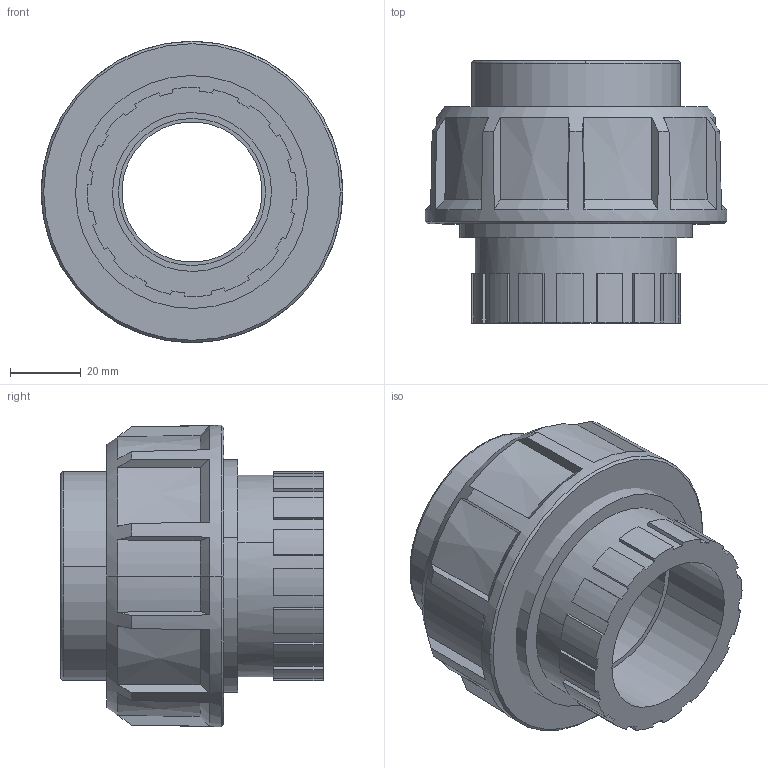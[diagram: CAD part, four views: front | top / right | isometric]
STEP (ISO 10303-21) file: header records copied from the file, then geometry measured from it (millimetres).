
FILE_DESCRIPTION(('STEP AP214'),'1');
FILE_NAME('bifgm050112e.stp','2018-02-12T14:19:35',('TraceParts'),('TraceParts S.A.'),'Spatial InterOp 3D',' ',' ');
FILE_SCHEMA(('automotive_design'));
Length unit declared in the file: millimetre
Products named in the file (3): bifgm050112e_1; bifgm050112e_2; bifgm050112e_3
Bounding box: 85.08 x 74 x 85.08 mm (x, y, z)
Volume: 162953.8 mm3; surface area: 54831.1 mm2
Topology: 3 solids, 3 shells, 165 faces, 451 edges, 299 vertices
Faces by surface type: plane 82, cylinder 41, cone 32, torus 10
Entity records: 6702 total; most frequent: CARTESIAN_POINT 1122, DIRECTION 902, ORIENTED_EDGE 902, EDGE_CURVE 451, AXIS2_PLACEMENT_3D 367, VERTEX_POINT 299, CIRCLE 199, EDGE_LOOP 178
